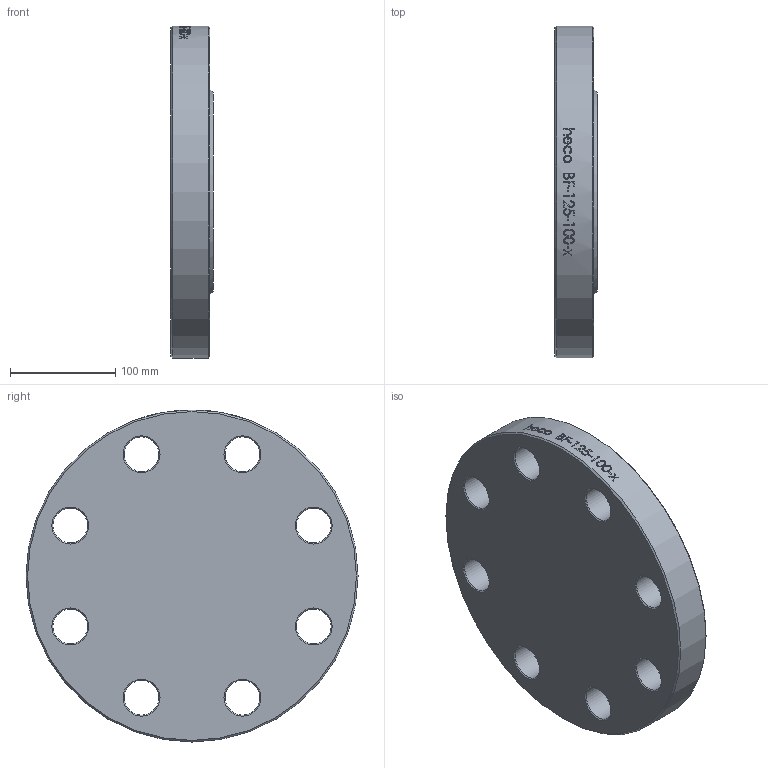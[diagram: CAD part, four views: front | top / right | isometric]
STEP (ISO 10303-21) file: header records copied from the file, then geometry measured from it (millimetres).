
FILE_DESCRIPTION (( 'STEP AP214' ), '1' );
FILE_NAME ('BF-125-100-x Blindflansch PN100 DIN2527 EN1092 2103.STEP', '2021-03-12T08:48:50', ( '' ), ( '' ), 'SwSTEP 2.0', 'SolidWorks 2019', '' );
FILE_SCHEMA (( 'AUTOMOTIVE_DESIGN' ));
Length unit declared in the file: millimetre
Products named in the file (1): BF-125-100-x Blindflansch PN100 DIN2527 EN1092 2103
Bounding box: 40 x 315 x 315 mm (x, y, z)
Volume: 2712430.1 mm3; surface area: 207515.3 mm2
Topology: 1 solids, 1 shells, 53 faces, 231 edges, 203 vertices
Faces by surface type: cylinder 31, cone 19, plane 3
Full cylindrical faces by diameter (mm): 33 x8, 315 x1
Entity records: 6067 total; most frequent: CARTESIAN_POINT 4097, ORIENTED_EDGE 388, DIRECTION 285, VERTEX_POINT 194, EDGE_CURVE 194, AXIS2_PLACEMENT_3D 130, EDGE_LOOP 120, B_SPLINE_CURVE_WITH_KNOTS 93
